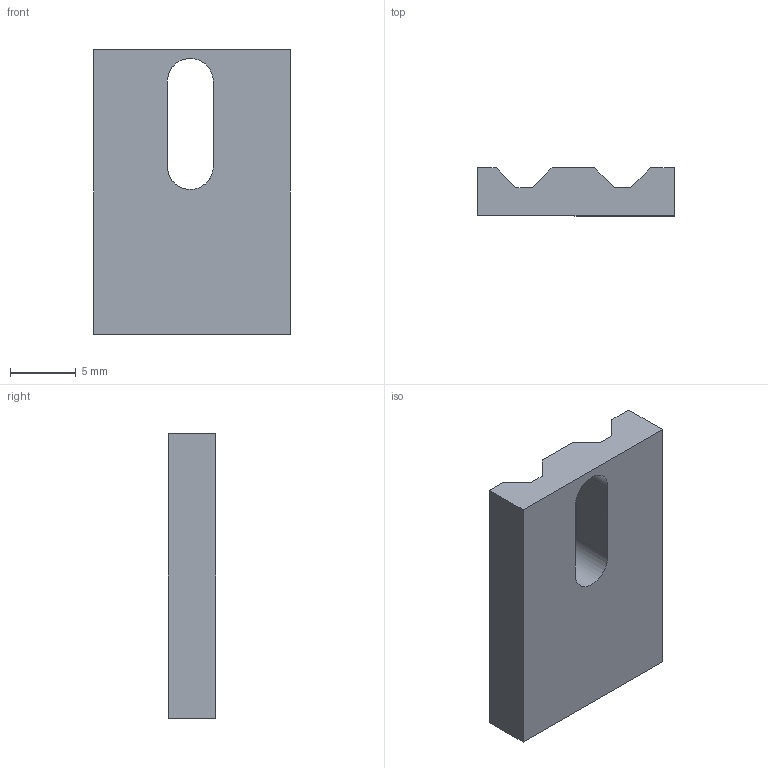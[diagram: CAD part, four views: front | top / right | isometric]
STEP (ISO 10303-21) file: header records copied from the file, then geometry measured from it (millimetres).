
FILE_DESCRIPTION(('STEP AP214'),'1');
FILE_NAME('DIY sensor mount.stp','2017-11-14T17:00:02',(' '),(' '),'Spatial InterOp 3D',' ',' ');
FILE_SCHEMA(('automotive_design'));
Length unit declared in the file: millimetre
Products named in the file (1): DIY sensor mount
Bounding box: 15 x 3.65 x 21.67 mm (x, y, z)
Volume: 884 mm3; surface area: 974.2 mm2
Topology: 1 solids, 1 shells, 19 faces, 54 edges, 36 vertices
Faces by surface type: plane 17, cylinder 2
Entity records: 788 total; most frequent: CARTESIAN_POINT 110, ORIENTED_EDGE 108, DIRECTION 102, EDGE_CURVE 54, LINE 46, VECTOR 46, VERTEX_POINT 36, AXIS2_PLACEMENT_3D 28
